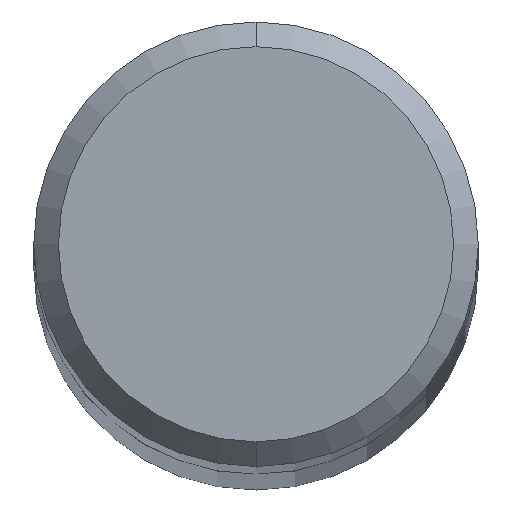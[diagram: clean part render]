
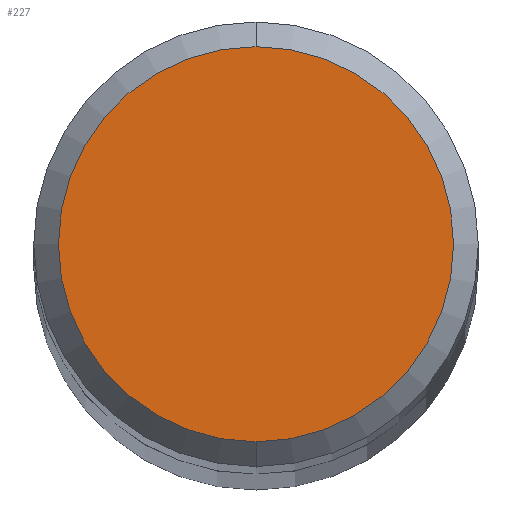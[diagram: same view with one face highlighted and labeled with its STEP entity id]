
A CAD part, top view. The second image highlights one B-rep face of the part: STEP entity #227.
In plain terms, the highlighted planar face has unit normal (0, 0, 1).
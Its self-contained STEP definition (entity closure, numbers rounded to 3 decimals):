
#227=ADVANCED_FACE('',(#509),#510,.T.);
#287=VERTEX_POINT('',#577);
#343=VERTEX_POINT('',#637);
#347=EDGE_CURVE('',#343,#287,#642,.T.);
#367=EDGE_CURVE('',#287,#343,#662,.T.);
#509=FACE_OUTER_BOUND('',#898,.T.);
#510=PLANE('',#899);
#577=CARTESIAN_POINT('',(0.,-4.0,0.0));
#637=CARTESIAN_POINT('',(0.0,4.0,0.0));
#642=CIRCLE('',#1198,4.0);
#662=CIRCLE('',#1265,4.0);
#898=EDGE_LOOP('',(#1438,#1439));
#899=AXIS2_PLACEMENT_3D('',#1440,#1441,#1442);
#1198=AXIS2_PLACEMENT_3D('',#1573,#1574,#1575);
#1265=AXIS2_PLACEMENT_3D('',#1588,#1589,#1590);
#1438=ORIENTED_EDGE('',*,*,#347,.F.);
#1439=ORIENTED_EDGE('',*,*,#367,.F.);
#1440=CARTESIAN_POINT('',(0.0,2.0,0.0));
#1441=DIRECTION('',(-0.0,0.0,1.0));
#1442=DIRECTION('',(0.0,-1.0,0.0));
#1573=CARTESIAN_POINT('',(0.0,0.0,0.0));
#1574=DIRECTION('',(0.0,0.0,-1.0));
#1575=DIRECTION('',(0.0,1.0,0.0));
#1588=CARTESIAN_POINT('',(0.0,0.0,0.0));
#1589=DIRECTION('',(0.0,0.0,-1.0));
#1590=DIRECTION('',(0.0,1.0,0.0));
